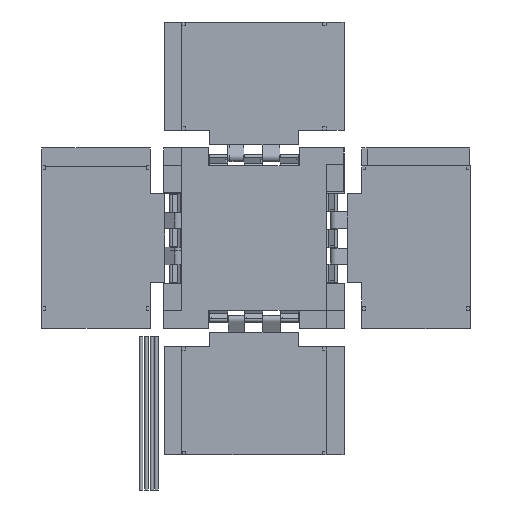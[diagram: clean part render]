
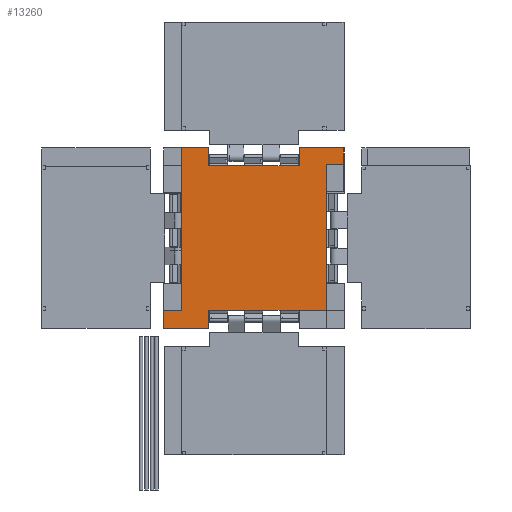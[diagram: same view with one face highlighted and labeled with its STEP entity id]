
A CAD part, front view. The second image highlights one B-rep face of the part: STEP entity #13260.
In plain terms, the highlighted planar face has unit normal (0, -1, 0).
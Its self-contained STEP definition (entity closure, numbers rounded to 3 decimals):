
#1015=FACE_OUTER_BOUND('',#1793,.T.);
#1793=EDGE_LOOP('',(#9653,#9654,#9655,#9656,#9657,#9658,#9659,#9660,#9661,
#9662,#9663,#9664,#9665,#9666));
#2876=LINE('',#20012,#4382);
#2884=LINE('',#20027,#4390);
#2885=LINE('',#20030,#4391);
#2886=LINE('',#20032,#4392);
#2887=LINE('',#20034,#4393);
#2888=LINE('',#20036,#4394);
#2889=LINE('',#20038,#4395);
#2890=LINE('',#20040,#4396);
#2891=LINE('',#20042,#4397);
#2892=LINE('',#20044,#4398);
#2893=LINE('',#20046,#4399);
#2894=LINE('',#20048,#4400);
#2895=LINE('',#20050,#4401);
#2896=LINE('',#20051,#4402);
#4382=VECTOR('',#16034,10.);
#4390=VECTOR('',#16046,10.);
#4391=VECTOR('',#16049,10.);
#4392=VECTOR('',#16050,10.);
#4393=VECTOR('',#16051,10.);
#4394=VECTOR('',#16052,10.);
#4395=VECTOR('',#16053,10.);
#4396=VECTOR('',#16054,10.);
#4397=VECTOR('',#16055,10.);
#4398=VECTOR('',#16056,10.);
#4399=VECTOR('',#16057,10.);
#4400=VECTOR('',#16058,10.);
#4401=VECTOR('',#16059,10.);
#4402=VECTOR('',#16060,10.);
#5770=VERTEX_POINT('',#20009);
#5771=VERTEX_POINT('',#20011);
#5776=VERTEX_POINT('',#20025);
#5777=VERTEX_POINT('',#20029);
#5778=VERTEX_POINT('',#20031);
#5779=VERTEX_POINT('',#20033);
#5780=VERTEX_POINT('',#20035);
#5781=VERTEX_POINT('',#20037);
#5782=VERTEX_POINT('',#20039);
#5783=VERTEX_POINT('',#20041);
#5784=VERTEX_POINT('',#20043);
#5785=VERTEX_POINT('',#20045);
#5786=VERTEX_POINT('',#20047);
#5787=VERTEX_POINT('',#20049);
#7219=EDGE_CURVE('',#5771,#5770,#2876,.T.);
#7227=EDGE_CURVE('',#5770,#5776,#2884,.T.);
#7228=EDGE_CURVE('',#5771,#5777,#2885,.T.);
#7229=EDGE_CURVE('',#5778,#5776,#2886,.T.);
#7230=EDGE_CURVE('',#5779,#5778,#2887,.T.);
#7231=EDGE_CURVE('',#5780,#5779,#2888,.T.);
#7232=EDGE_CURVE('',#5781,#5780,#2889,.T.);
#7233=EDGE_CURVE('',#5781,#5782,#2890,.T.);
#7234=EDGE_CURVE('',#5782,#5783,#2891,.T.);
#7235=EDGE_CURVE('',#5784,#5783,#2892,.T.);
#7236=EDGE_CURVE('',#5785,#5784,#2893,.T.);
#7237=EDGE_CURVE('',#5786,#5785,#2894,.T.);
#7238=EDGE_CURVE('',#5786,#5787,#2895,.T.);
#7239=EDGE_CURVE('',#5787,#5777,#2896,.T.);
#9653=ORIENTED_EDGE('',*,*,#7228,.F.);
#9654=ORIENTED_EDGE('',*,*,#7219,.T.);
#9655=ORIENTED_EDGE('',*,*,#7227,.T.);
#9656=ORIENTED_EDGE('',*,*,#7229,.F.);
#9657=ORIENTED_EDGE('',*,*,#7230,.F.);
#9658=ORIENTED_EDGE('',*,*,#7231,.F.);
#9659=ORIENTED_EDGE('',*,*,#7232,.F.);
#9660=ORIENTED_EDGE('',*,*,#7233,.T.);
#9661=ORIENTED_EDGE('',*,*,#7234,.T.);
#9662=ORIENTED_EDGE('',*,*,#7235,.F.);
#9663=ORIENTED_EDGE('',*,*,#7236,.F.);
#9664=ORIENTED_EDGE('',*,*,#7237,.F.);
#9665=ORIENTED_EDGE('',*,*,#7238,.T.);
#9666=ORIENTED_EDGE('',*,*,#7239,.T.);
#12667=PLANE('',#14148);
#13260=ADVANCED_FACE('',(#1015),#12667,.F.);
#14148=AXIS2_PLACEMENT_3D('',#20028,#16047,#16048);
#16034=DIRECTION('',(-1.,0.,0.));
#16046=DIRECTION('',(0.,0.,-1.));
#16047=DIRECTION('center_axis',(0.,1.,0.));
#16048=DIRECTION('ref_axis',(1.,0.,0.));
#16049=DIRECTION('',(0.,0.,1.));
#16050=DIRECTION('',(-1.,0.,0.));
#16051=DIRECTION('',(0.,0.,-1.));
#16052=DIRECTION('',(-1.,0.,0.));
#16053=DIRECTION('',(0.,0.,-1.));
#16054=DIRECTION('',(1.,0.,0.));
#16055=DIRECTION('',(0.,0.,1.));
#16056=DIRECTION('',(1.,0.,0.));
#16057=DIRECTION('',(0.,0.,1.));
#16058=DIRECTION('',(1.,0.,0.));
#16059=DIRECTION('',(0.,0.,1.));
#16060=DIRECTION('',(-1.,0.,0.));
#20009=CARTESIAN_POINT('',(-50.,0.,-39.9));
#20011=CARTESIAN_POINT('',(-40.,0.,-39.9));
#20012=CARTESIAN_POINT('',(-22.5,0.,-39.9));
#20025=CARTESIAN_POINT('',(-50.,0.,-50.));
#20027=CARTESIAN_POINT('',(-50.,0.,-39.9));
#20028=CARTESIAN_POINT('Origin',(0.,0.,0.));
#20029=CARTESIAN_POINT('',(-40.,0.,50.));
#20030=CARTESIAN_POINT('',(-40.,0.,-40.));
#20031=CARTESIAN_POINT('',(-25.,0.,-50.));
#20032=CARTESIAN_POINT('',(-25.,0.,-50.));
#20033=CARTESIAN_POINT('',(-25.,0.,-40.));
#20034=CARTESIAN_POINT('',(-25.,0.,-40.));
#20035=CARTESIAN_POINT('',(40.,0.,-40.));
#20036=CARTESIAN_POINT('',(40.,0.,-40.));
#20037=CARTESIAN_POINT('',(40.,0.,41.));
#20038=CARTESIAN_POINT('',(40.,0.,40.));
#20039=CARTESIAN_POINT('',(49.5,0.,41.));
#20040=CARTESIAN_POINT('',(25.,0.,41.));
#20041=CARTESIAN_POINT('',(49.5,0.,50.));
#20042=CARTESIAN_POINT('',(49.5,0.,20.));
#20043=CARTESIAN_POINT('',(25.,0.,50.));
#20044=CARTESIAN_POINT('',(25.,0.,50.));
#20045=CARTESIAN_POINT('',(25.,0.,40.));
#20046=CARTESIAN_POINT('',(25.,0.,40.));
#20047=CARTESIAN_POINT('',(-25.,0.,40.));
#20048=CARTESIAN_POINT('',(-40.,0.,40.));
#20049=CARTESIAN_POINT('',(-25.,0.,50.));
#20050=CARTESIAN_POINT('',(-25.,0.,40.));
#20051=CARTESIAN_POINT('',(-25.,0.,50.));
